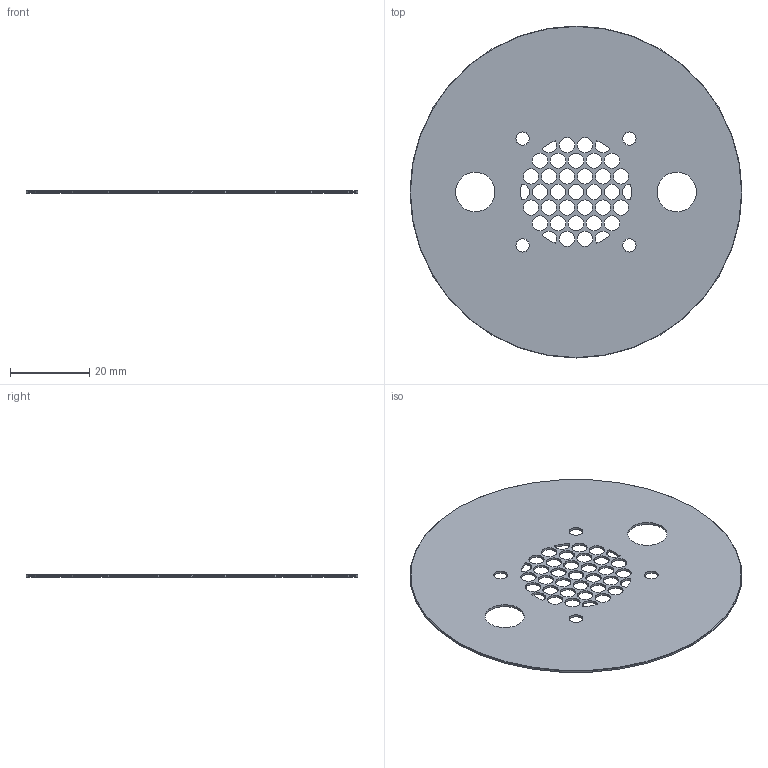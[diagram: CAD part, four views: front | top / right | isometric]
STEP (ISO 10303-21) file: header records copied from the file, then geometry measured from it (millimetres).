
FILE_DESCRIPTION(/* description */ ('Custom, stamped.'),/* implementation_level */ '2;1');
FILE_NAME(/* name */ 'PR1014 REV H Sheet lid.stp',/* time_stamp */ '2016-03-13T15:56:58-04:00',/* author */ ('pencerw'),/* organization */ (''),/* preprocessor_version */ 'ST-DEVELOPER v16.1',/* originating_system */ 'Autodesk Inventor 2016',/* authorisation */ '');
FILE_SCHEMA (('AUTOMOTIVE_DESIGN { 1 0 10303 214 3 1 1 }'));
Length unit declared in the file: millimetre
Products named in the file (1): PR1014 Sheet lid
Bounding box: 84 x 84 x 0.61 mm (x, y, z)
Volume: 2997.5 mm3; surface area: 10343.8 mm2
Topology: 1 solids, 1 shells, 54 faces, 159 edges, 107 vertices
Faces by surface type: cylinder 50, cone 2, plane 2
Full cylindrical faces by diameter (mm): 3.4 x4, 3.87 x31, 10 x2, 84 x1
Entity records: 1820 total; most frequent: DIRECTION 326, CARTESIAN_POINT 271, ORIENTED_EDGE 228, EDGE_LOOP 180, AXIS2_PLACEMENT_3D 157, FACE_BOUND 126, EDGE_CURVE 114, CIRCLE 102
